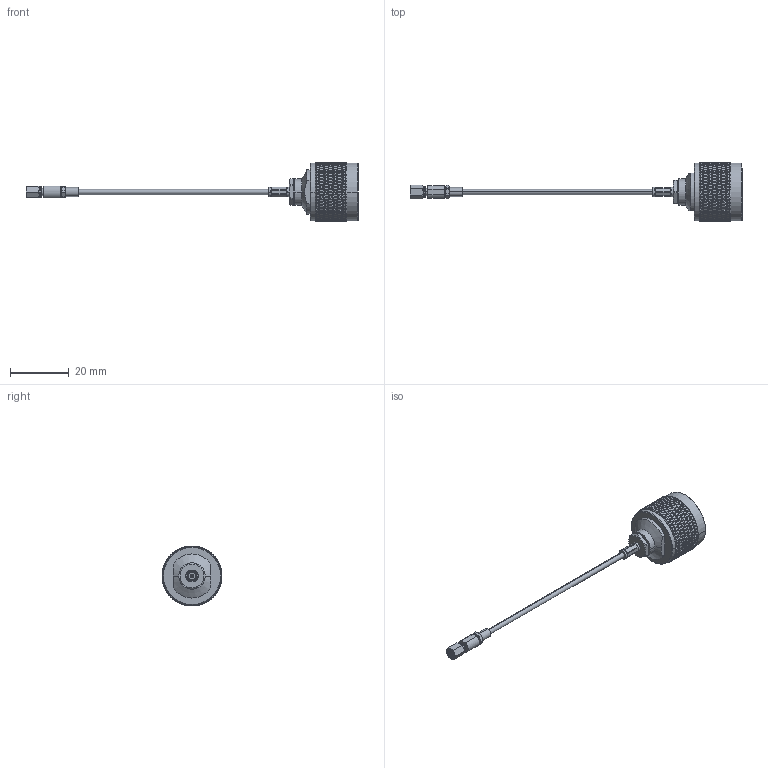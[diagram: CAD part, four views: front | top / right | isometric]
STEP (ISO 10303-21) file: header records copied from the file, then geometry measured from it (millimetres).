
FILE_DESCRIPTION (( 'STEP AP214' ), '1' );
FILE_NAME ('PE3C4399.step', '2020-04-20T19:14:45', ( '' ), ( '' ), 'SwSTEP 2.0', 'SolidWorks 2018', '' );
FILE_SCHEMA (( 'AUTOMOTIVE_DESIGN' ));
Length unit declared in the file: millimetre
Products named in the file (4): PE3C4399; RG178BU_3"; PE45367___; PE4647
Assembly tree (3 placements, depth 2):
  PE3C4399
    RG178BU_3"
    PE45367___
    PE4647
Bounding box: 112.86 x 20.32 x 20.32 mm (x, y, z)
Volume: 4500.9 mm3; surface area: 4260 mm2
Topology: 3 solids, 3 shells, 2459 faces, 5261 edges, 2833 vertices
Faces by surface type: bspline 1798, cylinder 537, plane 69, cone 53, torus 2
Entity records: 95081 total; most frequent: CARTESIAN_POINT 62188, ORIENTED_EDGE 10522, EDGE_CURVE 5261, VERTEX_POINT 2833, EDGE_LOOP 2486, FACE_OUTER_BOUND 2459, ADVANCED_FACE 2459, DIRECTION 2202
